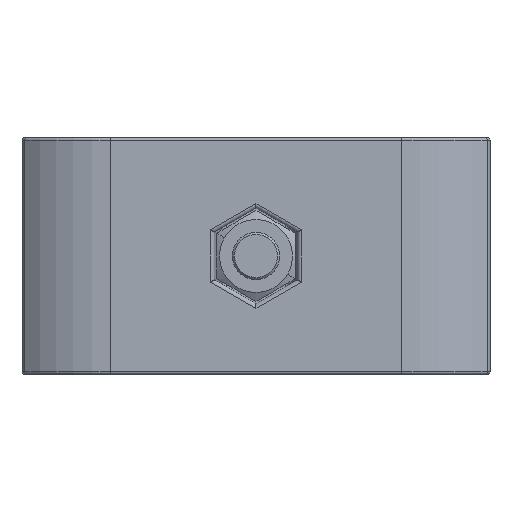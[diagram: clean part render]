
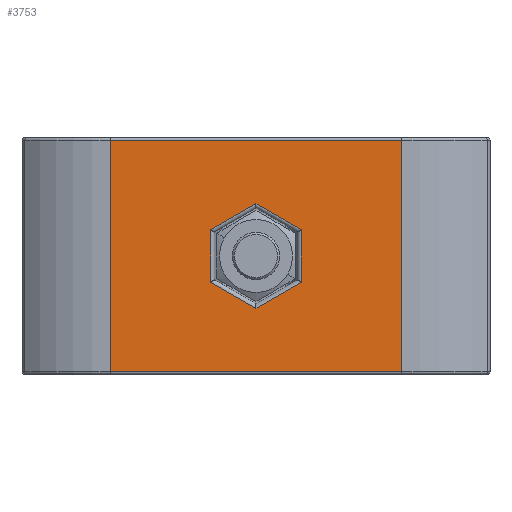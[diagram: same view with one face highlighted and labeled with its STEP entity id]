
A CAD part, front view. The second image highlights one B-rep face of the part: STEP entity #3753.
In plain terms, the highlighted planar face has unit normal (0, -1, 0).
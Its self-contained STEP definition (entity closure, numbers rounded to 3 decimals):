
#11 = EDGE_LOOP ( 'NONE', ( #7022, #7021, #7023, #7020 ) ) ;
#12 = EDGE_LOOP ( 'NONE', ( #7014, #7016, #7015, #7017, #7018, #7019 ) ) ;
#908 = CARTESIAN_POINT ( 'NONE',  ( 1.506, -22.689, -6.64 ) ) ;
#909 = CARTESIAN_POINT ( 'NONE',  ( -4.244, -22.689, -3.32 ) ) ;
#910 = CARTESIAN_POINT ( 'NONE',  ( -4.244, -22.689, 3.32 ) ) ;
#911 = CARTESIAN_POINT ( 'NONE',  ( 1.506, -22.689, 6.64 ) ) ;
#912 = CARTESIAN_POINT ( 'NONE',  ( 7.256, -22.689, 3.32 ) ) ;
#913 = CARTESIAN_POINT ( 'NONE',  ( 7.256, -22.689, -3.32 ) ) ;
#1078 = CARTESIAN_POINT ( 'NONE',  ( -16.994, -22.689, 14.7 ) ) ;
#1079 = CARTESIAN_POINT ( 'NONE',  ( 20.006, -22.689, 14.7 ) ) ;
#1395 = VECTOR ( 'NONE', #4149, 1000. ) ;
#2014 = FACE_BOUND ( 'NONE', #12, .T. ) ;
#2019 = FACE_OUTER_BOUND ( 'NONE', #11, .T. ) ;
#2021 = AXIS2_PLACEMENT_3D ( 'NONE', #4332, #4333, #4334 ) ;
#2333 = LINE ( 'NONE', #2334, #2822 ) ;
#2334 = CARTESIAN_POINT ( 'NONE',  ( -16.994, -22.689, -15. ) ) ;
#2335 = DIRECTION ( 'NONE',  ( 0., 0., 1. ) ) ;
#2336 = LINE ( 'NONE', #2337, #2823 ) ;
#2337 = CARTESIAN_POINT ( 'NONE',  ( -4.244, -22.689, 3.031 ) ) ;
#2338 = DIRECTION ( 'NONE',  ( 0., 0., 1. ) ) ;
#2339 = LINE ( 'NONE', #2340, #2824 ) ;
#2340 = CARTESIAN_POINT ( 'NONE',  ( -3.994, -22.689, -3.464 ) ) ;
#2341 = DIRECTION ( 'NONE',  ( -0.866, 0., 0.5 ) ) ;
#2342 = LINE ( 'NONE', #2343, #2825 ) ;
#2343 = CARTESIAN_POINT ( 'NONE',  ( 1.256, -22.689, 6.495 ) ) ;
#2344 = DIRECTION ( 'NONE',  ( 0.866, 0., 0.5 ) ) ;
#2345 = LINE ( 'NONE', #2346, #2826 ) ;
#2346 = CARTESIAN_POINT ( 'NONE',  ( 7.006, -22.689, 3.464 ) ) ;
#2347 = DIRECTION ( 'NONE',  ( 0.866, 0., -0.5 ) ) ;
#2348 = LINE ( 'NONE', #2349, #2827 ) ;
#2349 = CARTESIAN_POINT ( 'NONE',  ( 7.256, -22.689, -3.031 ) ) ;
#2350 = DIRECTION ( 'NONE',  ( 0., 0., -1. ) ) ;
#2351 = LINE ( 'NONE', #2352, #2828 ) ;
#2352 = CARTESIAN_POINT ( 'NONE',  ( 1.756, -22.689, -6.495 ) ) ;
#2353 = DIRECTION ( 'NONE',  ( -0.866, 0., -0.5 ) ) ;
#2509 = VERTEX_POINT ( 'NONE', #2766 ) ;
#2510 = VERTEX_POINT ( 'NONE', #2767 ) ;
#2517 = VERTEX_POINT ( 'NONE', #908 ) ;
#2518 = VERTEX_POINT ( 'NONE', #909 ) ;
#2519 = VERTEX_POINT ( 'NONE', #910 ) ;
#2520 = VERTEX_POINT ( 'NONE', #911 ) ;
#2521 = VERTEX_POINT ( 'NONE', #912 ) ;
#2522 = VERTEX_POINT ( 'NONE', #913 ) ;
#2766 = CARTESIAN_POINT ( 'NONE',  ( -16.994, -22.689, -14.7 ) ) ;
#2767 = CARTESIAN_POINT ( 'NONE',  ( 20.006, -22.689, -14.7 ) ) ;
#2822 = VECTOR ( 'NONE', #2335, 1000. ) ;
#2823 = VECTOR ( 'NONE', #2338, 1000. ) ;
#2824 = VECTOR ( 'NONE', #2341, 1000. ) ;
#2825 = VECTOR ( 'NONE', #2344, 1000. ) ;
#2826 = VECTOR ( 'NONE', #2347, 1000. ) ;
#2827 = VECTOR ( 'NONE', #2350, 1000. ) ;
#2828 = VECTOR ( 'NONE', #2353, 1000. ) ;
#3171 = VERTEX_POINT ( 'NONE', #1078 ) ;
#3172 = VERTEX_POINT ( 'NONE', #1079 ) ;
#3270 = EDGE_CURVE ( 'NONE', #3172, #3171, #4147, .T. ) ;
#3753 = ADVANCED_FACE ( 'NONE', ( #2014, #2019 ), #4331, .T. ) ;
#4147 = LINE ( 'NONE', #4148, #1395 ) ;
#4148 = CARTESIAN_POINT ( 'NONE',  ( -16.994, -22.689, 14.7 ) ) ;
#4149 = DIRECTION ( 'NONE',  ( -1., 0., 0. ) ) ;
#4331 = PLANE ( 'NONE',  #2021 ) ;
#4332 = CARTESIAN_POINT ( 'NONE',  ( 1.489, -22.689, -15. ) ) ;
#4333 = DIRECTION ( 'NONE',  ( 0., -1., 0. ) ) ;
#4334 = DIRECTION ( 'NONE',  ( -1., 0., 0. ) ) ;
#6515 = EDGE_CURVE ( 'NONE', #2509, #2510, #7840, .T. ) ;
#6517 = EDGE_CURVE ( 'NONE', #2510, #3172, #7846, .T. ) ;
#6787 = EDGE_CURVE ( 'NONE', #2509, #3171, #2333, .T. ) ;
#6788 = EDGE_CURVE ( 'NONE', #2518, #2519, #2336, .T. ) ;
#6789 = EDGE_CURVE ( 'NONE', #2517, #2518, #2339, .T. ) ;
#6790 = EDGE_CURVE ( 'NONE', #2519, #2520, #2342, .T. ) ;
#6791 = EDGE_CURVE ( 'NONE', #2520, #2521, #2345, .T. ) ;
#6792 = EDGE_CURVE ( 'NONE', #2521, #2522, #2348, .T. ) ;
#6793 = EDGE_CURVE ( 'NONE', #2522, #2517, #2351, .T. ) ;
#7014 = ORIENTED_EDGE ( 'NONE', *, *, #6789, .T. ) ;
#7015 = ORIENTED_EDGE ( 'NONE', *, *, #6790, .T. ) ;
#7016 = ORIENTED_EDGE ( 'NONE', *, *, #6788, .T. ) ;
#7017 = ORIENTED_EDGE ( 'NONE', *, *, #6791, .T. ) ;
#7018 = ORIENTED_EDGE ( 'NONE', *, *, #6792, .T. ) ;
#7019 = ORIENTED_EDGE ( 'NONE', *, *, #6793, .T. ) ;
#7020 = ORIENTED_EDGE ( 'NONE', *, *, #3270, .T. ) ;
#7021 = ORIENTED_EDGE ( 'NONE', *, *, #6515, .T. ) ;
#7022 = ORIENTED_EDGE ( 'NONE', *, *, #6787, .F. ) ;
#7023 = ORIENTED_EDGE ( 'NONE', *, *, #6517, .T. ) ;
#7840 = LINE ( 'NONE', #7841, #8092 ) ;
#7841 = CARTESIAN_POINT ( 'NONE',  ( 1.489, -22.689, -14.7 ) ) ;
#7842 = DIRECTION ( 'NONE',  ( 1., 0., 0. ) ) ;
#7846 = LINE ( 'NONE', #7847, #8093 ) ;
#7847 = CARTESIAN_POINT ( 'NONE',  ( 20.006, -22.689, -15. ) ) ;
#7848 = DIRECTION ( 'NONE',  ( 0., 0., 1. ) ) ;
#8092 = VECTOR ( 'NONE', #7842, 1000. ) ;
#8093 = VECTOR ( 'NONE', #7848, 1000. ) ;
